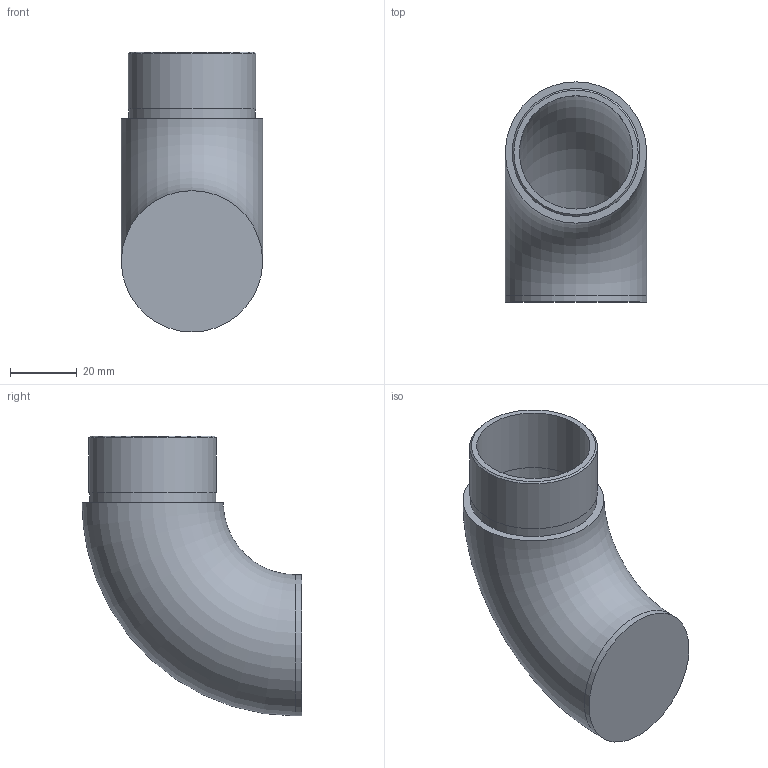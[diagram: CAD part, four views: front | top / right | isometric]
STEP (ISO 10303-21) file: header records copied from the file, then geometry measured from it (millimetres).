
FILE_DESCRIPTION (( 'STEP AP203' ), '1' );
FILE_NAME ('56202-320.step', '2020-03-04T10:25:25', ( '' ), ( '' ), 'SwSTEP 2.0', 'SolidWorks 2015', '' );
FILE_SCHEMA (( 'CONFIG_CONTROL_DESIGN' ));
Length unit declared in the file: millimetre
Products named in the file (2): 56202-320
Bounding box: 42.4 x 66 x 84 mm (x, y, z)
Volume: 41506.5 mm3; surface area: 23787.9 mm2
Topology: 1 solids, 1 shells, 238 faces, 628 edges, 418 vertices
Faces by surface type: bspline 115, plane 93, cylinder 27, torus 2, cone 1
Full cylindrical faces by diameter (mm): 34 x1, 37.9 x1, 38.3 x1, 42.4 x1
Entity records: 12261 total; most frequent: CARTESIAN_POINT 7023, ORIENTED_EDGE 1240, DIRECTION 701, EDGE_CURVE 620, VERTEX_POINT 417, LINE 281, VECTOR 281, EDGE_LOOP 271
